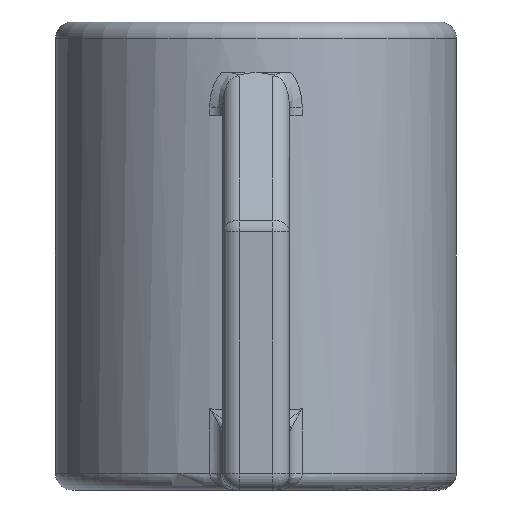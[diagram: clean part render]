
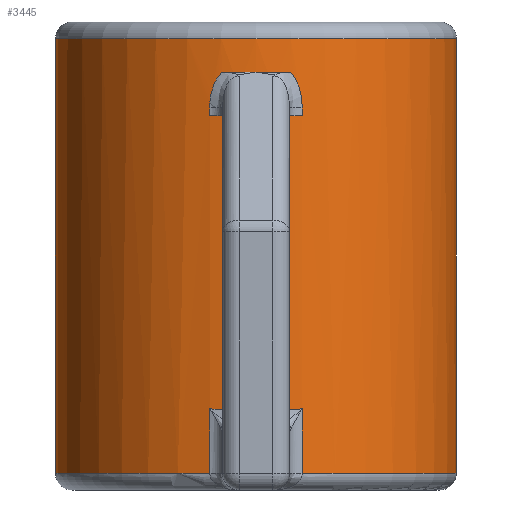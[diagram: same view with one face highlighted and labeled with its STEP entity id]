
A CAD part, front view. The second image highlights one B-rep face of the part: STEP entity #3445.
In plain terms, the highlighted cylindrical face has radius 12 mm (diameter 24 mm), a full revolution.
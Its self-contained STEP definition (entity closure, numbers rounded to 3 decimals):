
#159=FACE_BOUND('',#925,.T.);
#218=CYLINDRICAL_SURFACE('',#3742,12.);
#293=LINE('',#5714,#392);
#295=LINE('',#5768,#394);
#304=LINE('',#6173,#403);
#306=LINE('',#6199,#405);
#314=LINE('',#6306,#413);
#392=VECTOR('',#4261,10.);
#394=VECTOR('',#4269,10.);
#403=VECTOR('',#4358,10.);
#405=VECTOR('',#4376,10.);
#413=VECTOR('',#4426,12.);
#529=ELLIPSE('',#3634,17.476,12.);
#697=FACE_OUTER_BOUND('',#924,.T.);
#924=EDGE_LOOP('',(#2575,#2576,#2577,#2578,#2579,#2580,#2581,#2582,#2583));
#925=EDGE_LOOP('',(#2584,#2585,#2586,#2587,#2588,#2589,#2590,#2591,#2592));
#1132=B_SPLINE_CURVE_WITH_KNOTS('',3,(#5706,#5707,#5708,#5709,#5710),
 .UNSPECIFIED.,.F.,.F.,(4,1,4),(1.562,1.72,1.797),
 .UNSPECIFIED.);
#1133=B_SPLINE_CURVE_WITH_KNOTS('',3,(#5745,#5746,#5747,#5748,#5749),
 .UNSPECIFIED.,.F.,.F.,(4,1,4),(-3.358,-3.281,-3.123),
 .UNSPECIFIED.);
#1141=B_SPLINE_CURVE_WITH_KNOTS('',3,(#5912,#5913,#5914,#5915,#5916),
 .UNSPECIFIED.,.F.,.F.,(4,1,4),(-0.216,-0.086,
0.087),.UNSPECIFIED.);
#1149=B_SPLINE_CURVE_WITH_KNOTS('',3,(#6116,#6117,#6118,#6119,#6120),
 .UNSPECIFIED.,.F.,.F.,(4,1,4),(-0.303,-0.13,0.),
 .UNSPECIFIED.);
#1231=CIRCLE('',#3625,12.);
#1233=CIRCLE('',#3628,12.);
#1252=CIRCLE('',#3667,12.);
#1253=CIRCLE('',#3668,12.);
#1279=CIRCLE('',#3718,12.);
#1280=CIRCLE('',#3719,12.);
#1292=CIRCLE('',#3743,12.);
#1460=VERTEX_POINT('',#5261);
#1463=VERTEX_POINT('',#5266);
#1465=VERTEX_POINT('',#5276);
#1466=VERTEX_POINT('',#5278);
#1504=VERTEX_POINT('',#5546);
#1506=VERTEX_POINT('',#5560);
#1508=VERTEX_POINT('',#5593);
#1510=VERTEX_POINT('',#5704);
#1511=VERTEX_POINT('',#5712);
#1523=VERTEX_POINT('',#5869);
#1525=VERTEX_POINT('',#5910);
#1534=VERTEX_POINT('',#5987);
#1536=VERTEX_POINT('',#6153);
#1539=VERTEX_POINT('',#6179);
#1540=VERTEX_POINT('',#6181);
#1547=VERTEX_POINT('',#6304);
#1777=EDGE_CURVE('',#1463,#1460,#1231,.T.);
#1779=EDGE_CURVE('',#1465,#1466,#1233,.T.);
#1785=EDGE_CURVE('',#1460,#1465,#529,.T.);
#1838=EDGE_CURVE('',#1504,#1506,#1252,.T.);
#1840=EDGE_CURVE('',#1506,#1508,#1253,.T.);
#1845=EDGE_CURVE('',#1510,#1508,#1132,.T.);
#1847=EDGE_CURVE('',#1511,#1463,#293,.T.);
#1848=EDGE_CURVE('',#1504,#1511,#1133,.T.);
#1853=EDGE_CURVE('',#1466,#1510,#295,.T.);
#1874=EDGE_CURVE('',#1525,#1523,#1141,.T.);
#1899=EDGE_CURVE('',#1534,#1525,#1149,.T.);
#1903=EDGE_CURVE('',#1536,#1523,#304,.T.);
#1906=EDGE_CURVE('',#1536,#1539,#1279,.T.);
#1907=EDGE_CURVE('',#1539,#1540,#1280,.T.);
#1911=EDGE_CURVE('',#1534,#1540,#306,.T.);
#1929=EDGE_CURVE('',#1547,#1547,#1292,.T.);
#1930=EDGE_CURVE('',#1547,#1539,#314,.T.);
#2575=ORIENTED_EDGE('',*,*,#1929,.F.);
#2576=ORIENTED_EDGE('',*,*,#1930,.T.);
#2577=ORIENTED_EDGE('',*,*,#1906,.F.);
#2578=ORIENTED_EDGE('',*,*,#1903,.T.);
#2579=ORIENTED_EDGE('',*,*,#1874,.F.);
#2580=ORIENTED_EDGE('',*,*,#1899,.F.);
#2581=ORIENTED_EDGE('',*,*,#1911,.T.);
#2582=ORIENTED_EDGE('',*,*,#1907,.F.);
#2583=ORIENTED_EDGE('',*,*,#1930,.F.);
#2584=ORIENTED_EDGE('',*,*,#1847,.F.);
#2585=ORIENTED_EDGE('',*,*,#1848,.F.);
#2586=ORIENTED_EDGE('',*,*,#1838,.T.);
#2587=ORIENTED_EDGE('',*,*,#1840,.T.);
#2588=ORIENTED_EDGE('',*,*,#1845,.F.);
#2589=ORIENTED_EDGE('',*,*,#1853,.F.);
#2590=ORIENTED_EDGE('',*,*,#1779,.F.);
#2591=ORIENTED_EDGE('',*,*,#1785,.F.);
#2592=ORIENTED_EDGE('',*,*,#1777,.F.);
#3445=ADVANCED_FACE('',(#697,#159),#218,.T.);
#3625=AXIS2_PLACEMENT_3D('',#5273,#4142,#4143);
#3628=AXIS2_PLACEMENT_3D('',#5279,#4148,#4149);
#3634=AXIS2_PLACEMENT_3D('',#5318,#4160,#4161);
#3667=AXIS2_PLACEMENT_3D('',#5567,#4251,#4252);
#3668=AXIS2_PLACEMENT_3D('',#5608,#4253,#4254);
#3718=AXIS2_PLACEMENT_3D('',#6180,#4366,#4367);
#3719=AXIS2_PLACEMENT_3D('',#6182,#4368,#4369);
#3742=AXIS2_PLACEMENT_3D('',#6303,#4422,#4423);
#3743=AXIS2_PLACEMENT_3D('',#6305,#4424,#4425);
#4142=DIRECTION('center_axis',(0.,0.,1.));
#4143=DIRECTION('ref_axis',(-0.129,-0.992,0.));
#4148=DIRECTION('center_axis',(0.,0.,1.));
#4149=DIRECTION('ref_axis',(0.129,-0.992,0.));
#4160=DIRECTION('center_axis',(0.,-0.727,0.687));
#4161=DIRECTION('ref_axis',(0.,-0.687,-0.727));
#4251=DIRECTION('center_axis',(0.,0.,1.));
#4252=DIRECTION('ref_axis',(1.,0.,0.));
#4253=DIRECTION('center_axis',(0.,0.,1.));
#4254=DIRECTION('ref_axis',(1.,0.,0.));
#4261=DIRECTION('',(0.,0.,-1.));
#4269=DIRECTION('',(0.,0.,1.));
#4358=DIRECTION('',(0.,0.,1.));
#4366=DIRECTION('center_axis',(0.,0.,-1.));
#4367=DIRECTION('ref_axis',(0.,1.,0.));
#4368=DIRECTION('center_axis',(0.,0.,-1.));
#4369=DIRECTION('ref_axis',(0.,1.,0.));
#4376=DIRECTION('',(0.,0.,-1.));
#4422=DIRECTION('center_axis',(0.,0.,1.));
#4423=DIRECTION('ref_axis',(1.,0.,0.));
#4424=DIRECTION('center_axis',(0.,0.,1.));
#4425=DIRECTION('ref_axis',(1.,0.,0.));
#4426=DIRECTION('',(0.,0.,-1.));
#5261=CARTESIAN_POINT('',(-0.586,-11.986,22.395));
#5266=CARTESIAN_POINT('',(-2.769,-11.676,22.395));
#5273=CARTESIAN_POINT('Origin',(0.,0.,22.395));
#5276=CARTESIAN_POINT('',(0.586,-11.986,22.395));
#5278=CARTESIAN_POINT('',(2.769,-11.676,22.395));
#5279=CARTESIAN_POINT('Origin',(0.,0.,22.395));
#5318=CARTESIAN_POINT('Origin',(0.,0.,35.084));
#5546=CARTESIAN_POINT('',(-2.044,-11.824,25.));
#5560=CARTESIAN_POINT('',(0.,-12.,25.));
#5567=CARTESIAN_POINT('Origin',(0.,0.,25.));
#5593=CARTESIAN_POINT('',(2.044,-11.824,25.));
#5608=CARTESIAN_POINT('Origin',(0.,0.,25.));
#5704=CARTESIAN_POINT('',(2.769,-11.676,22.858));
#5706=CARTESIAN_POINT('Ctrl Pts',(2.769,-11.676,22.858));
#5707=CARTESIAN_POINT('Ctrl Pts',(2.769,-11.676,23.385));
#5708=CARTESIAN_POINT('Ctrl Pts',(2.641,-11.709,24.177));
#5709=CARTESIAN_POINT('Ctrl Pts',(2.216,-11.795,24.827));
#5710=CARTESIAN_POINT('Ctrl Pts',(2.044,-11.824,25.));
#5712=CARTESIAN_POINT('',(-2.769,-11.676,22.858));
#5714=CARTESIAN_POINT('',(-2.769,-11.676,0.));
#5745=CARTESIAN_POINT('Ctrl Pts',(-2.044,-11.824,25.));
#5746=CARTESIAN_POINT('Ctrl Pts',(-2.216,-11.795,24.827));
#5747=CARTESIAN_POINT('Ctrl Pts',(-2.641,-11.709,24.177));
#5748=CARTESIAN_POINT('Ctrl Pts',(-2.769,-11.676,23.385));
#5749=CARTESIAN_POINT('Ctrl Pts',(-2.769,-11.676,22.858));
#5768=CARTESIAN_POINT('',(2.769,-11.676,0.));
#5869=CARTESIAN_POINT('',(-2.769,-11.676,4.855));
#5910=CARTESIAN_POINT('',(0.,-12.,4.754));
#5912=CARTESIAN_POINT('Ctrl Pts',(0.,-12.,
4.754));
#5913=CARTESIAN_POINT('Ctrl Pts',(-0.399,-12.,
4.754));
#5914=CARTESIAN_POINT('Ctrl Pts',(-1.331,-11.953,4.769));
#5915=CARTESIAN_POINT('Ctrl Pts',(-2.252,-11.799,4.817));
#5916=CARTESIAN_POINT('Ctrl Pts',(-2.769,-11.676,4.855));
#5987=CARTESIAN_POINT('',(2.769,-11.676,4.855));
#6116=CARTESIAN_POINT('Ctrl Pts',(2.769,-11.676,4.855));
#6117=CARTESIAN_POINT('Ctrl Pts',(2.252,-11.799,4.817));
#6118=CARTESIAN_POINT('Ctrl Pts',(1.332,-11.953,4.769));
#6119=CARTESIAN_POINT('Ctrl Pts',(0.4,-12.,4.754));
#6120=CARTESIAN_POINT('Ctrl Pts',(0.,-12.,
4.754));
#6153=CARTESIAN_POINT('',(-2.769,-11.676,1.));
#6173=CARTESIAN_POINT('',(-2.769,-11.676,0.));
#6179=CARTESIAN_POINT('',(-12.,0.,1.));
#6180=CARTESIAN_POINT('Origin',(0.,0.,1.));
#6181=CARTESIAN_POINT('',(2.769,-11.676,1.));
#6182=CARTESIAN_POINT('Origin',(0.,0.,1.));
#6199=CARTESIAN_POINT('',(2.769,-11.676,0.));
#6303=CARTESIAN_POINT('Origin',(0.,0.,0.));
#6304=CARTESIAN_POINT('',(-12.,0.,27.));
#6305=CARTESIAN_POINT('Origin',(0.,0.,27.));
#6306=CARTESIAN_POINT('',(-12.,0.,0.));
